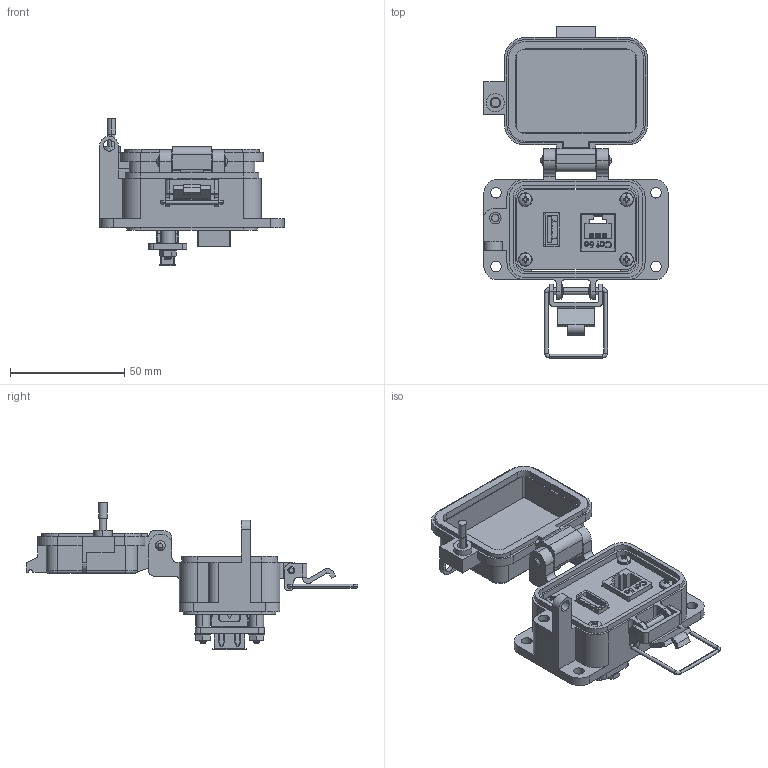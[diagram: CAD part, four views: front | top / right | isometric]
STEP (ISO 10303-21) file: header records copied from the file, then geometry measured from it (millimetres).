
FILE_DESCRIPTION (( 'STEP AP203' ), '1' );
FILE_NAME ('P-P22R2-B4RX_3D.STEP', '2021-12-15T20:43:54', ( '' ), ( '' ), 'SwSTEP 2.0', 'SolidWorks 2021', '' );
FILE_SCHEMA (( 'CONFIG_CONTROL_DESIGN' ));
Length unit declared in the file: millimetre
Products named in the file (16): Z-002-4401_4HN_90675A005; Z-H-B4_B; P-P22R2-B4RX_TP060_1; P-P22R2-B4RX_BP180_1; P22; Z-001-SPR_3_4; 92005A124_METRIC PAN HEAD PHILLIPS MACHINE SCREW_92005A124; Z-000-4243316TFP; Z-300-RJ45CAT5; Z-300-USB-A-FF; P-P22R2-B4RX_FP060_1; P-P22R2-B4RX_3D; -B4; R2; Z-000-44011_4FH_90273A117; P-P22R2-B4RX_TP120_1
Assembly tree (21 placements, depth 3):
  P-P22R2-B4RX_3D
    P-P22R2-B4RX_FP060_1
    -B4
      Z-H-B4_B
    P-P22R2-B4RX_BP180_1
    P-P22R2-B4RX_TP060_1
    P-P22R2-B4RX_TP120_1
    P22
      Z-300-USB-A-FF
    Z-000-44011_4FH_90273A117  x2
    Z-001-SPR_3_4  x2
    Z-002-4401_4HN_90675A005  x2
    Z-000-4243316TFP
    R2
      Z-300-RJ45CAT5
    92005A124_METRIC PAN HEAD PHILLIPS MACHINE SCREW_92005A124  x4
Bounding box: 80.57 x 145.03 x 64.33 mm (x, y, z)
Volume: 66584.8 mm3; surface area: 57961.5 mm2
Topology: 27 solids, 27 shells, 2699 faces, 7636 edges, 5040 vertices
Faces by surface type: cylinder 1316, plane 962, bspline 242, cone 135, sphere 24, torus 20
Entity records: 74175 total; most frequent: CARTESIAN_POINT 27999, ORIENTED_EDGE 10268, DIRECTION 7926, EDGE_CURVE 5134, VERTEX_POINT 3393, LINE 3050, VECTOR 3050, AXIS2_PLACEMENT_3D 2438
